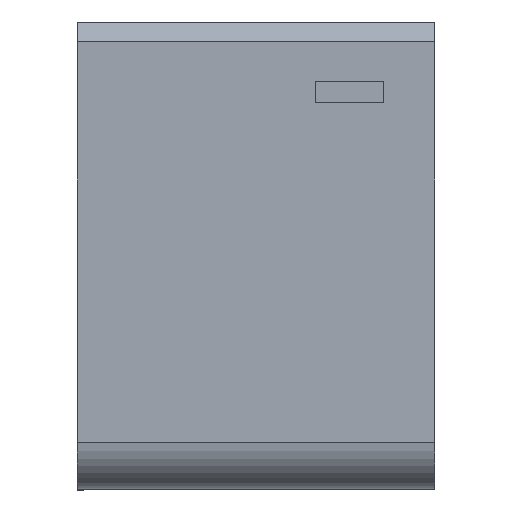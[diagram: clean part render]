
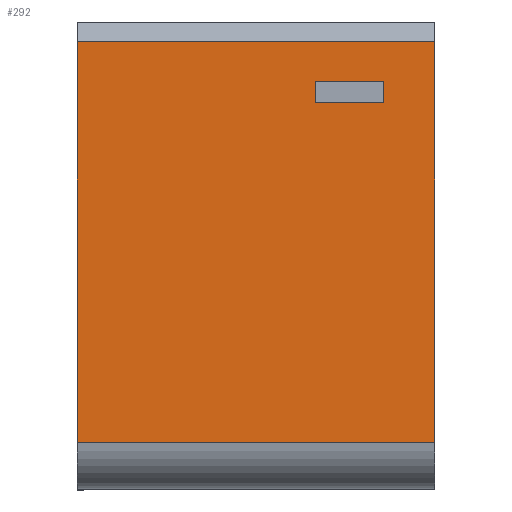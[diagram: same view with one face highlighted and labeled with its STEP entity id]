
A CAD part, top view. The second image highlights one B-rep face of the part: STEP entity #292.
In plain terms, the highlighted planar face has unit normal (0, 0, 1).
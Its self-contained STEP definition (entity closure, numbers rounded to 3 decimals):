
#250=AXIS2_PLACEMENT_3D('Plane Axis2P3D',#247,#248,#249) ;
#95=CARTESIAN_POINT('Vertex',(0.,2.72,42.2)) ;
#98=CARTESIAN_POINT('Line Origine',(0.,14.486,42.2)) ;
#102=CARTESIAN_POINT('Vertex',(0.,26.252,42.2)) ;
#161=CARTESIAN_POINT('Vertex',(21.01,26.252,42.2)) ;
#164=CARTESIAN_POINT('Line Origine',(21.01,14.486,42.2)) ;
#168=CARTESIAN_POINT('Vertex',(21.01,2.72,42.2)) ;
#216=CARTESIAN_POINT('Line Origine',(9.895,2.72,42.2)) ;
#234=CARTESIAN_POINT('Line Origine',(10.505,26.252,42.2)) ;
#247=CARTESIAN_POINT('Axis2P3D Location',(21.005,27.405,42.2)) ;
#258=CARTESIAN_POINT('Line Origine',(18.01,23.285,42.2)) ;
#262=CARTESIAN_POINT('Vertex',(18.01,22.66,42.2)) ;
#264=CARTESIAN_POINT('Vertex',(18.01,23.91,42.2)) ;
#267=CARTESIAN_POINT('Line Origine',(16.01,22.66,42.2)) ;
#271=CARTESIAN_POINT('Vertex',(14.01,22.66,42.2)) ;
#274=CARTESIAN_POINT('Line Origine',(14.01,23.285,42.2)) ;
#278=CARTESIAN_POINT('Vertex',(14.01,23.91,42.2)) ;
#281=CARTESIAN_POINT('Line Origine',(16.01,23.91,42.2)) ;
#99=DIRECTION('Vector Direction',(0.,1.,0.)) ;
#165=DIRECTION('Vector Direction',(0.,1.,0.)) ;
#217=DIRECTION('Vector Direction',(1.,0.,0.)) ;
#235=DIRECTION('Vector Direction',(-1.,0.,0.)) ;
#248=DIRECTION('Axis2P3D Direction',(0.,0.,1.)) ;
#249=DIRECTION('Axis2P3D XDirection',(0.,1.,0.)) ;
#259=DIRECTION('Vector Direction',(0.,1.,0.)) ;
#268=DIRECTION('Vector Direction',(-1.,0.,0.)) ;
#275=DIRECTION('Vector Direction',(0.,-1.,0.)) ;
#282=DIRECTION('Vector Direction',(1.,0.,0.)) ;
#100=VECTOR('Line Direction',#99,1.) ;
#166=VECTOR('Line Direction',#165,1.) ;
#218=VECTOR('Line Direction',#217,1.) ;
#236=VECTOR('Line Direction',#235,1.) ;
#260=VECTOR('Line Direction',#259,1.) ;
#269=VECTOR('Line Direction',#268,1.) ;
#276=VECTOR('Line Direction',#275,1.) ;
#283=VECTOR('Line Direction',#282,1.) ;
#253=ORIENTED_EDGE('',*,*,#238,.T.) ;
#254=ORIENTED_EDGE('',*,*,#104,.F.) ;
#255=ORIENTED_EDGE('',*,*,#220,.F.) ;
#256=ORIENTED_EDGE('',*,*,#170,.F.) ;
#287=ORIENTED_EDGE('',*,*,#266,.F.) ;
#288=ORIENTED_EDGE('',*,*,#273,.F.) ;
#289=ORIENTED_EDGE('',*,*,#280,.F.) ;
#290=ORIENTED_EDGE('',*,*,#285,.F.) ;
#291=FACE_BOUND('',#286,.T.) ;
#292=ADVANCED_FACE('RELAIS',(#257,#291),#251,.T.) ;
#104=EDGE_CURVE('',#96,#103,#101,.T.) ;
#170=EDGE_CURVE('',#162,#169,#167,.F.) ;
#220=EDGE_CURVE('',#169,#96,#219,.F.) ;
#238=EDGE_CURVE('',#162,#103,#237,.T.) ;
#266=EDGE_CURVE('',#263,#265,#261,.T.) ;
#273=EDGE_CURVE('',#272,#263,#270,.F.) ;
#280=EDGE_CURVE('',#279,#272,#277,.T.) ;
#285=EDGE_CURVE('',#265,#279,#284,.F.) ;
#252=EDGE_LOOP('',(#253,#254,#255,#256)) ;
#286=EDGE_LOOP('',(#287,#288,#289,#290)) ;
#257=FACE_OUTER_BOUND('',#252,.T.) ;
#101=LINE('Line',#98,#100) ;
#167=LINE('Line',#164,#166) ;
#219=LINE('Line',#216,#218) ;
#237=LINE('Line',#234,#236) ;
#261=LINE('Line',#258,#260) ;
#270=LINE('Line',#267,#269) ;
#277=LINE('Line',#274,#276) ;
#284=LINE('Line',#281,#283) ;
#251=PLANE('',#250) ;
#96=VERTEX_POINT('',#95) ;
#103=VERTEX_POINT('',#102) ;
#162=VERTEX_POINT('',#161) ;
#169=VERTEX_POINT('',#168) ;
#263=VERTEX_POINT('',#262) ;
#265=VERTEX_POINT('',#264) ;
#272=VERTEX_POINT('',#271) ;
#279=VERTEX_POINT('',#278) ;
